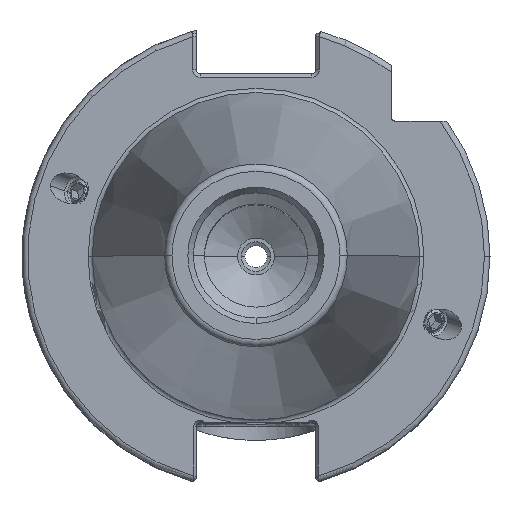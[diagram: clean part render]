
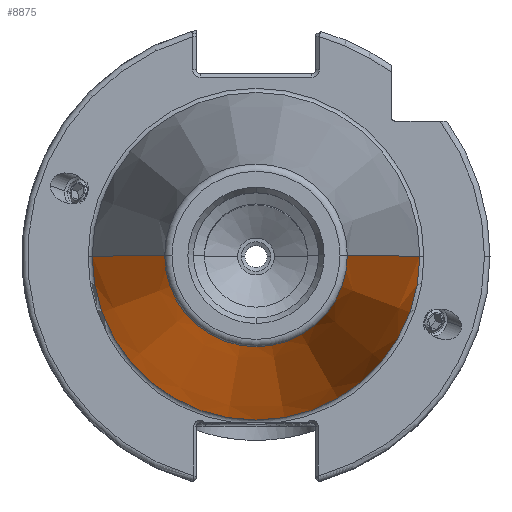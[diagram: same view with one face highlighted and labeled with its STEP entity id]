
A CAD part, top view. The second image highlights one B-rep face of the part: STEP entity #8875.
In plain terms, the highlighted conical face has half-angle 8.297 degrees and reference radius 12.397 mm.
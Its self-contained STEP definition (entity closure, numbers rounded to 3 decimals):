
#143 = ORIENTED_EDGE ( 'NONE', *, *, #11451, .T. ) ;
#169 = LINE ( 'NONE', #9630, #9871 ) ;
#661 = ORIENTED_EDGE ( 'NONE', *, *, #1890, .F. ) ;
#1075 = FACE_OUTER_BOUND ( 'NONE', #6027, .T. ) ;
#1765 = AXIS2_PLACEMENT_3D ( 'NONE', #2072, #8228, #16606 ) ;
#1890 = EDGE_CURVE ( 'NONE', #8454, #3570, #3142, .T. ) ;
#2072 = CARTESIAN_POINT ( 'NONE',  ( 0., 0., 67.394 ) ) ;
#2073 = AXIS2_PLACEMENT_3D ( 'NONE', #19361, #23966, #23376 ) ;
#2359 = DIRECTION ( 'NONE',  ( 0.144, 0., -0.99 ) ) ;
#3142 = CIRCLE ( 'NONE', #2073, 12.397 ) ;
#3301 = VERTEX_POINT ( 'NONE', #7159 ) ;
#3518 = DIRECTION ( 'NONE',  ( 0., 0., 1. ) ) ;
#3570 = VERTEX_POINT ( 'NONE', #22739 ) ;
#6027 = EDGE_LOOP ( 'NONE', ( #14285, #661, #143, #25831 ) ) ;
#7159 = CARTESIAN_POINT ( 'NONE',  ( 22.225, 0., 0. ) ) ;
#8228 = DIRECTION ( 'NONE',  ( 0., 0., -1. ) ) ;
#8272 = CARTESIAN_POINT ( 'NONE',  ( -22.225, 0., 0. ) ) ;
#8454 = VERTEX_POINT ( 'NONE', #25407 ) ;
#8875 = ADVANCED_FACE ( 'NONE', ( #1075 ), #9495, .T. ) ;
#9495 = CONICAL_SURFACE ( 'NONE', #1765, 12.397, 0.145 ) ;
#9630 = CARTESIAN_POINT ( 'NONE',  ( -12.397, 0., 67.394 ) ) ;
#9871 = VECTOR ( 'NONE', #11703, 1000. ) ;
#11451 = EDGE_CURVE ( 'NONE', #8454, #20368, #169, .T. ) ;
#11481 = EDGE_CURVE ( 'NONE', #20368, #3301, #23887, .T. ) ;
#11703 = DIRECTION ( 'NONE',  ( -0.144, 0., -0.99 ) ) ;
#14285 = ORIENTED_EDGE ( 'NONE', *, *, #26111, .F. ) ;
#15946 = CARTESIAN_POINT ( 'NONE',  ( 0., 0., 0. ) ) ;
#16606 = DIRECTION ( 'NONE',  ( -1., 0., 0. ) ) ;
#16843 = VECTOR ( 'NONE', #2359, 1000. ) ;
#18072 = DIRECTION ( 'NONE',  ( 1., 0., 0. ) ) ;
#19218 = CARTESIAN_POINT ( 'NONE',  ( 12.397, 0., 67.394 ) ) ;
#19361 = CARTESIAN_POINT ( 'NONE',  ( 0., 0., 67.394 ) ) ;
#20368 = VERTEX_POINT ( 'NONE', #8272 ) ;
#22739 = CARTESIAN_POINT ( 'NONE',  ( 12.397, 0., 67.394 ) ) ;
#22766 = AXIS2_PLACEMENT_3D ( 'NONE', #15946, #3518, #18072 ) ;
#23376 = DIRECTION ( 'NONE',  ( 1., 0., 0. ) ) ;
#23887 = CIRCLE ( 'NONE', #22766, 22.225 ) ;
#23966 = DIRECTION ( 'NONE',  ( 0., 0., 1. ) ) ;
#24392 = LINE ( 'NONE', #19218, #16843 ) ;
#25407 = CARTESIAN_POINT ( 'NONE',  ( -12.397, 0., 67.394 ) ) ;
#25831 = ORIENTED_EDGE ( 'NONE', *, *, #11481, .T. ) ;
#26111 = EDGE_CURVE ( 'NONE', #3570, #3301, #24392, .T. ) ;
